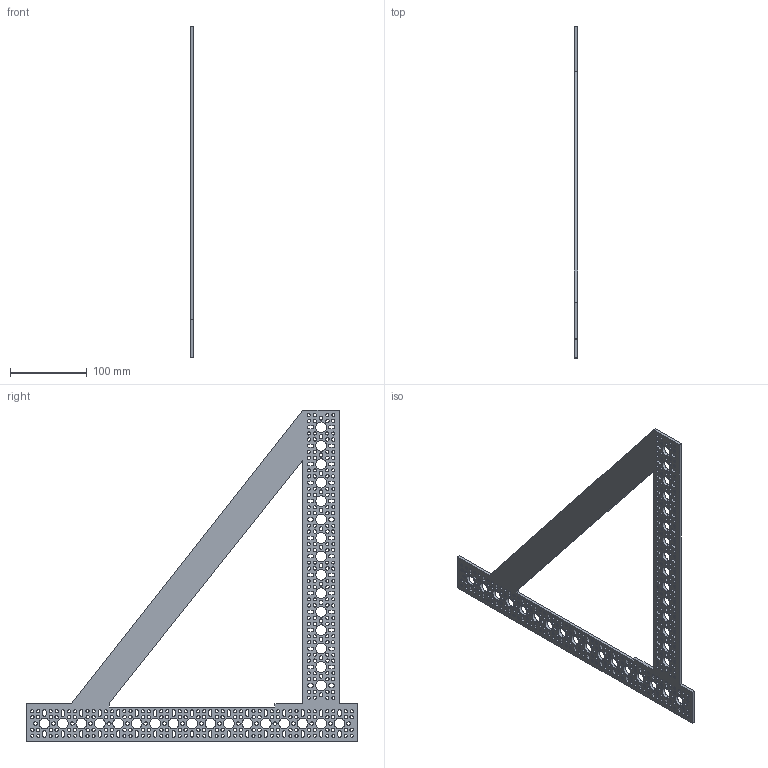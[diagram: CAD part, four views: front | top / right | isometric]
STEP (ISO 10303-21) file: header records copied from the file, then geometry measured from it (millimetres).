
FILE_DESCRIPTION (( 'STEP AP203' ), '1' );
FILE_NAME ('菁攫郔俋脯耜啣.STEP', '2024-11-25T09:15:02', ( '' ), ( '' ), 'SwSTEP 2.0', 'SolidWorks 2016', '' );
FILE_SCHEMA (( 'CONFIG_CONTROL_DESIGN' ));
Length unit declared in the file: millimetre
Products named in the file (1): 菁攫郔俋脯耜啣
Bounding box: 4 x 432 x 432 mm (x, y, z)
Volume: 180645.1 mm3; surface area: 128137 mm2
Topology: 1 solids, 1 shells, 1457 faces, 4365 edges, 2910 vertices
Faces by surface type: cylinder 973, plane 484
Entity records: 51674 total; most frequent: DIRECTION 9227, CARTESIAN_POINT 8733, ORIENTED_EDGE 8730, EDGE_CURVE 4365, AXIS2_PLACEMENT_3D 3404, VERTEX_POINT 2910, LINE 2419, VECTOR 2419
